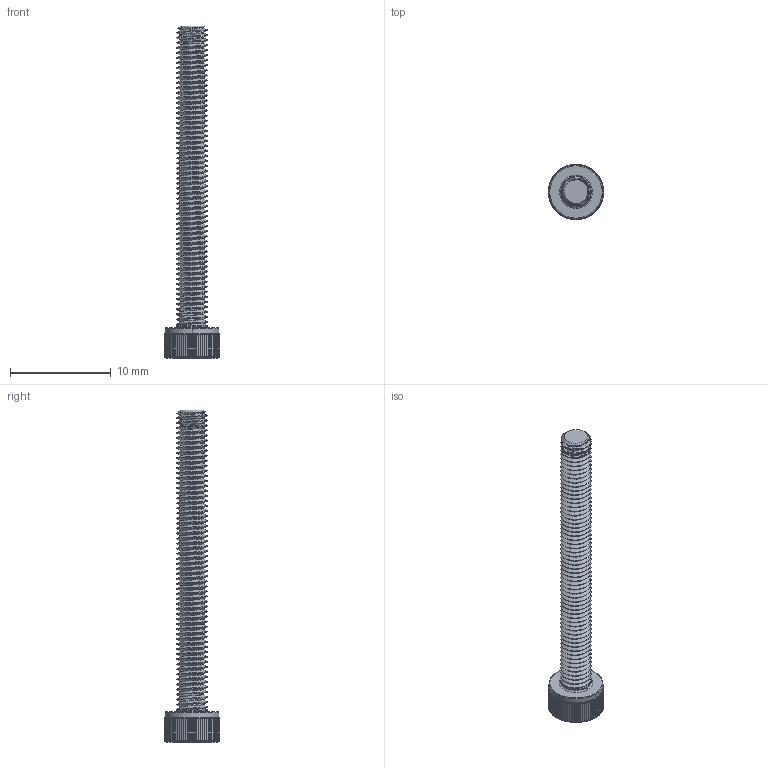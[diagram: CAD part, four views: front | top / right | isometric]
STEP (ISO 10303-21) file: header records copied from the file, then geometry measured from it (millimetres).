
FILE_DESCRIPTION(/* description */ (''),/* implementation_level */ '2;1');
FILE_NAME(/* name */ 'M3 x 30_v1.step',/* time_stamp */ '2023-01-15T11:59:47-08:00',/* author */ (''),/* organization */ (''),/* preprocessor_version */ 'ST-DEVELOPER v19.2',/* originating_system */ 'Autodesk Translation Framework v11.17.0.187',/* authorisation */ '');
FILE_SCHEMA (('AUTOMOTIVE_DESIGN { 1 0 10303 214 3 1 1 }'));
Length unit declared in the file: millimetre
Products named in the file (2): M3 x 30; 91290A171_Alloy Steel Socket Head Screw
Assembly tree (1 placements, depth 2):
  M3 x 30
    91290A171_Alloy Steel Socket Head Screw
Bounding box: 5.5 x 5.5 x 33 mm (x, y, z)
Volume: 235.1 mm3; surface area: 557.4 mm2
Topology: 1 solids, 1 shells, 647 faces, 1916 edges, 1273 vertices
Faces by surface type: cylinder 296, plane 170, torus 168, cone 10, bspline 3
Entity records: 34277 total; most frequent: CARTESIAN_POINT 18984, ORIENTED_EDGE 3832, DIRECTION 2474, EDGE_CURVE 1916, VERTEX_POINT 1273, AXIS2_PLACEMENT_3D 999, B_SPLINE_CURVE_WITH_KNOTS 850, EDGE_LOOP 649
